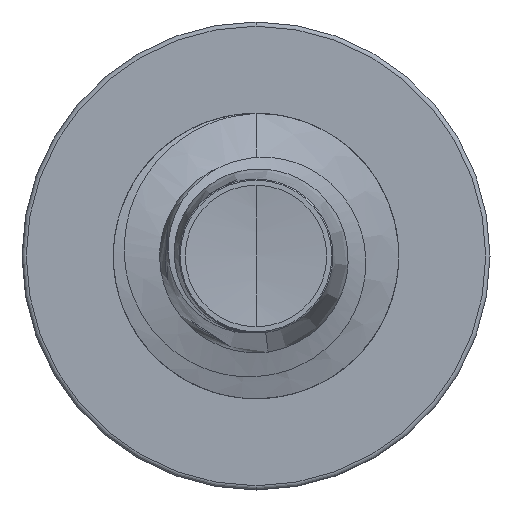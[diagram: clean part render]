
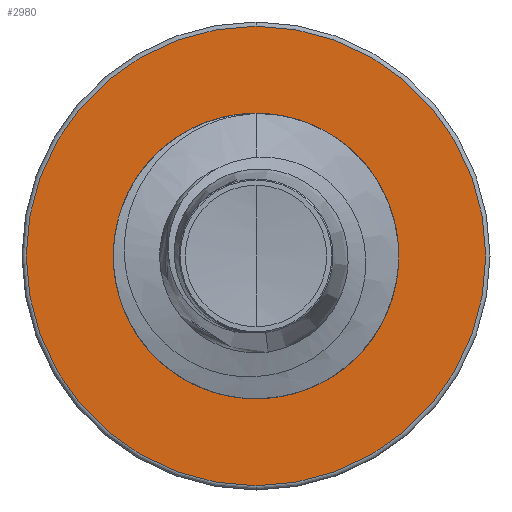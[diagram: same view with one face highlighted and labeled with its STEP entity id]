
A CAD part, front view. The second image highlights one B-rep face of the part: STEP entity #2980.
In plain terms, the highlighted planar face has unit normal (0, -1, 0).
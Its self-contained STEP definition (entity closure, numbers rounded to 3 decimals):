
#596 = CIRCLE ( 'NONE', #27296, 2.415 ) ;
#1724 = CARTESIAN_POINT ( 'NONE',  ( 0., 30., 0. ) ) ;
#1848 = AXIS2_PLACEMENT_3D ( 'NONE', #1724, #17684, #4212 ) ;
#2194 = CARTESIAN_POINT ( 'NONE',  ( 0., 30., 0. ) ) ;
#2980 = ADVANCED_FACE ( 'NONE', ( #26183, #12285 ), #6547, .F. ) ;
#4212 = DIRECTION ( 'NONE',  ( 0., 0., 1. ) ) ;
#4684 = DIRECTION ( 'NONE',  ( 0., 0., 1. ) ) ;
#6333 = DIRECTION ( 'NONE',  ( 0., 0., 1. ) ) ;
#6352 = DIRECTION ( 'NONE',  ( 0., 1., 0. ) ) ;
#6448 = CARTESIAN_POINT ( 'NONE',  ( 0., 30., -2.415 ) ) ;
#6547 = PLANE ( 'NONE',  #13768 ) ;
#7064 = VERTEX_POINT ( 'NONE', #23215 ) ;
#8488 = CIRCLE ( 'NONE', #15995, 4.025 ) ;
#10247 = CIRCLE ( 'NONE', #1848, 2.415 ) ;
#10318 = CARTESIAN_POINT ( 'NONE',  ( 0., 30., 2.415 ) ) ;
#10367 = EDGE_CURVE ( 'NONE', #7064, #14998, #596, .T. ) ;
#11585 = CARTESIAN_POINT ( 'NONE',  ( 0., 30., 0. ) ) ;
#11812 = DIRECTION ( 'NONE',  ( 0., 1., 0. ) ) ;
#12285 = FACE_BOUND ( 'NONE', #20635, .T. ) ;
#13768 = AXIS2_PLACEMENT_3D ( 'NONE', #6448, #6352, #6333 ) ;
#13827 = DIRECTION ( 'NONE',  ( 0., 0., 1. ) ) ;
#14998 = VERTEX_POINT ( 'NONE', #10318 ) ;
#15995 = AXIS2_PLACEMENT_3D ( 'NONE', #11585, #25393, #13827 ) ;
#16116 = CARTESIAN_POINT ( 'NONE',  ( 0., 30., -4.025 ) ) ;
#16491 = EDGE_CURVE ( 'NONE', #20569, #17092, #8488, .T. ) ;
#17092 = VERTEX_POINT ( 'NONE', #20900 ) ;
#17491 = ORIENTED_EDGE ( 'NONE', *, *, #16491, .F. ) ;
#17561 = ORIENTED_EDGE ( 'NONE', *, *, #22341, .T. ) ;
#17684 = DIRECTION ( 'NONE',  ( 0., 1., 0. ) ) ;
#18048 = DIRECTION ( 'NONE',  ( 0., 1., 0. ) ) ;
#18055 = ORIENTED_EDGE ( 'NONE', *, *, #10367, .T. ) ;
#19704 = CIRCLE ( 'NONE', #19843, 4.025 ) ;
#19843 = AXIS2_PLACEMENT_3D ( 'NONE', #23824, #11812, #25562 ) ;
#20569 = VERTEX_POINT ( 'NONE', #16116 ) ;
#20635 = EDGE_LOOP ( 'NONE', ( #17561, #18055 ) ) ;
#20900 = CARTESIAN_POINT ( 'NONE',  ( 0., 30., 4.025 ) ) ;
#21827 = EDGE_LOOP ( 'NONE', ( #21830, #17491 ) ) ;
#21830 = ORIENTED_EDGE ( 'NONE', *, *, #23802, .F. ) ;
#22341 = EDGE_CURVE ( 'NONE', #14998, #7064, #10247, .T. ) ;
#23215 = CARTESIAN_POINT ( 'NONE',  ( 0., 30., -2.415 ) ) ;
#23802 = EDGE_CURVE ( 'NONE', #17092, #20569, #19704, .T. ) ;
#23824 = CARTESIAN_POINT ( 'NONE',  ( 0., 30., 0. ) ) ;
#25393 = DIRECTION ( 'NONE',  ( 0., 1., 0. ) ) ;
#25562 = DIRECTION ( 'NONE',  ( 0., 0., 1. ) ) ;
#26183 = FACE_OUTER_BOUND ( 'NONE', #21827, .T. ) ;
#27296 = AXIS2_PLACEMENT_3D ( 'NONE', #2194, #18048, #4684 ) ;
